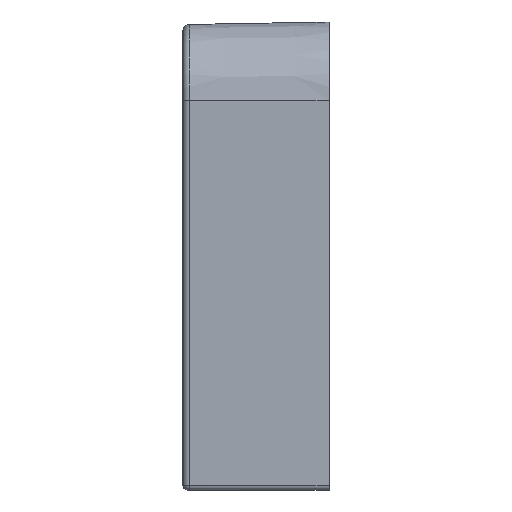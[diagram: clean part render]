
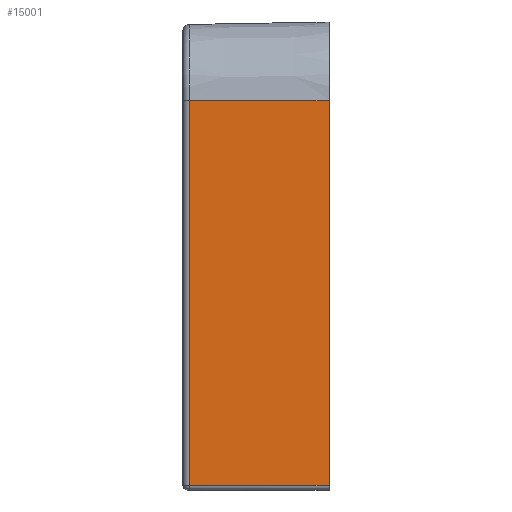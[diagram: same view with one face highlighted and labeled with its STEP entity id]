
A CAD part, left-side view. The second image highlights one B-rep face of the part: STEP entity #15001.
In plain terms, the highlighted planar face has unit normal (-1, 0.018, 0).
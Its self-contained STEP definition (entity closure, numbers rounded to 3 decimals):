
#311 = VERTEX_POINT ( 'NONE', #8246 ) ;
#1643 = VECTOR ( 'NONE', #23134, 1000. ) ;
#1753 = EDGE_CURVE ( 'NONE', #311, #13019, #33425, .T. ) ;
#2743 = EDGE_CURVE ( 'NONE', #13019, #16935, #30730, .T. ) ;
#5234 = EDGE_CURVE ( 'NONE', #16093, #311, #22627, .T. ) ;
#6132 = ORIENTED_EDGE ( 'NONE', *, *, #12124, .F. ) ;
#7291 = DIRECTION ( 'NONE',  ( -0.017, -1., 0. ) ) ;
#8163 = CARTESIAN_POINT ( 'NONE',  ( -325., 0., 0. ) ) ;
#8246 = CARTESIAN_POINT ( 'NONE',  ( -325.103, -5.895, 360. ) ) ;
#9687 = CARTESIAN_POINT ( 'NONE',  ( -325., 0., 4. ) ) ;
#12124 = EDGE_CURVE ( 'NONE', #16093, #16935, #20373, .T. ) ;
#13019 = VERTEX_POINT ( 'NONE', #13631 ) ;
#13631 = CARTESIAN_POINT ( 'NONE',  ( -325.103, -5.895, 4. ) ) ;
#15001 = ADVANCED_FACE ( 'NONE', ( #18281 ), #31596, .T. ) ;
#16093 = VERTEX_POINT ( 'NONE', #31402 ) ;
#16935 = VERTEX_POINT ( 'NONE', #26802 ) ;
#17472 = DIRECTION ( 'NONE',  ( 0., 0., -1. ) ) ;
#18281 = FACE_OUTER_BOUND ( 'NONE', #30168, .T. ) ;
#19028 = VECTOR ( 'NONE', #7291, 1000. ) ;
#19660 = ORIENTED_EDGE ( 'NONE', *, *, #5234, .T. ) ;
#20373 = LINE ( 'NONE', #30791, #32899 ) ;
#20512 = DIRECTION ( 'NONE',  ( -0.017, -1., 0. ) ) ;
#20606 = DIRECTION ( 'NONE',  ( 0., 0., -1. ) ) ;
#22627 = LINE ( 'NONE', #30491, #1643 ) ;
#23134 = DIRECTION ( 'NONE',  ( 0.017, 1., 0. ) ) ;
#24171 = AXIS2_PLACEMENT_3D ( 'NONE', #8163, #29021, #20512 ) ;
#26802 = CARTESIAN_POINT ( 'NONE',  ( -327.356, -135., 4. ) ) ;
#26928 = ORIENTED_EDGE ( 'NONE', *, *, #1753, .T. ) ;
#27605 = ORIENTED_EDGE ( 'NONE', *, *, #2743, .T. ) ;
#28271 = VECTOR ( 'NONE', #20606, 1000. ) ;
#29021 = DIRECTION ( 'NONE',  ( -1., 0.017, 0. ) ) ;
#30168 = EDGE_LOOP ( 'NONE', ( #6132, #19660, #26928, #27605 ) ) ;
#30491 = CARTESIAN_POINT ( 'NONE',  ( -325., 0., 360. ) ) ;
#30730 = LINE ( 'NONE', #9687, #19028 ) ;
#30791 = CARTESIAN_POINT ( 'NONE',  ( -327.356, -135., 0. ) ) ;
#31402 = CARTESIAN_POINT ( 'NONE',  ( -327.356, -135., 360. ) ) ;
#31596 = PLANE ( 'NONE',  #24171 ) ;
#32899 = VECTOR ( 'NONE', #17472, 1000. ) ;
#33425 = LINE ( 'NONE', #33601, #28271 ) ;
#33601 = CARTESIAN_POINT ( 'NONE',  ( -325.103, -5.895, 0. ) ) ;
